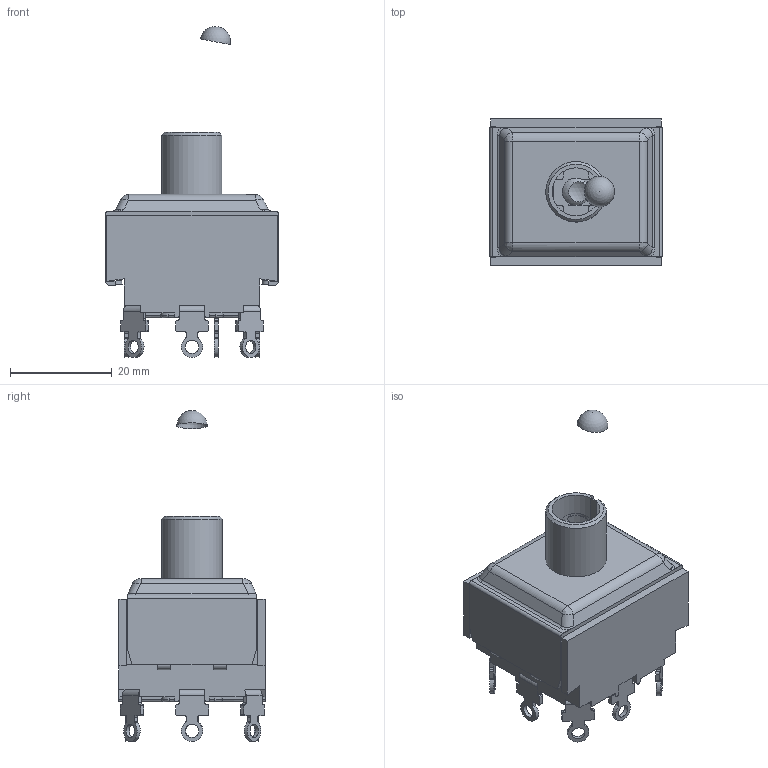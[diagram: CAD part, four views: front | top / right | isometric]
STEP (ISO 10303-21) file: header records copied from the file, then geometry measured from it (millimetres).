
FILE_DESCRIPTION(/* description */ (''),/* implementation_level */ '2;1');
FILE_NAME(/* name */ 'ST32SE00.stp',/* time_stamp */ '2025-06-04T08:20:54-05:00',/* author */ ('mroman'),/* organization */ (''),/* preprocessor_version */ 'ST-DEVELOPER v18.1',/* originating_system */ 'Autodesk Inventor 2022',/* authorisation */ '');
FILE_SCHEMA (('AUTOMOTIVE_DESIGN { 1 0 10303 214 3 1 1 }'));
Length unit declared in the file: centimetre
Products named in the file (1): ST32SE00
Bounding box: 34 x 28.8 x 65.15 mm (x, y, z)
Volume: 21736.5 mm3; surface area: 8428 mm2
Topology: 1 solids, 12 shells, 573 faces, 1485 edges, 956 vertices
Faces by surface type: plane 324, cylinder 186, torus 22, cone 21, bspline 17, sphere 3
Full cylindrical faces by diameter (mm): 2 x9, 2.6 x9, 5.4 x2
Entity records: 17929 total; most frequent: CARTESIAN_POINT 3480, DIRECTION 3102, ORIENTED_EDGE 2968, EDGE_CURVE 1484, AXIS2_PLACEMENT_3D 1067, LINE 968, VECTOR 968, VERTEX_POINT 956
